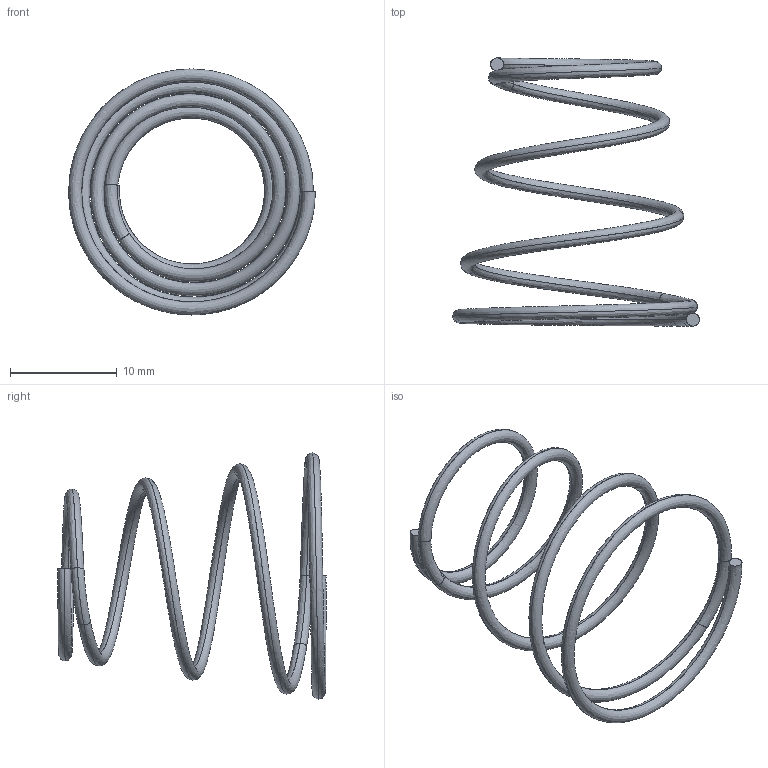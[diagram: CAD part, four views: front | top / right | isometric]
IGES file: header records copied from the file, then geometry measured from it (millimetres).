
Start section:  PTC IGES file: a4034.igs
Global section: file name: a4034.igs; native system: Creo Parametric by PTC Inc.; preprocessor: 2021284; author: Student; organization: Unknown; date: 20211207.125226; units: inch
Bounding box: 23.14 x 25.15 x 23.07 mm (x, y, z)
Surface area: 1003 mm2 (no closed solid volume)
Topology: 0 solids, 0 shells, 12 faces, 44 edges, 44 vertices
Faces by surface type: bspline 12
